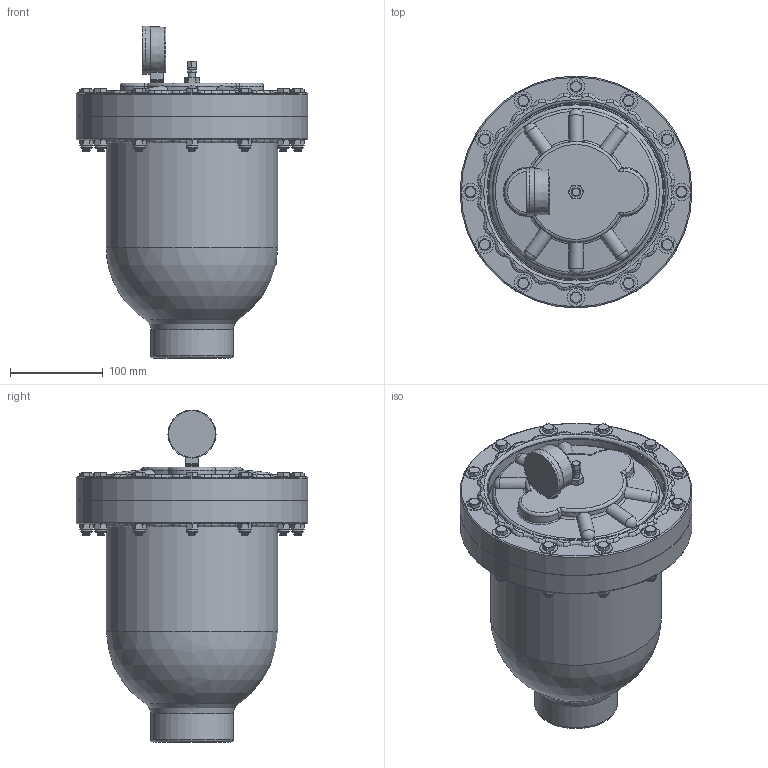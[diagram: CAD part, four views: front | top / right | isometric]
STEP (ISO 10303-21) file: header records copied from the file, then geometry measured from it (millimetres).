
FILE_DESCRIPTION((''),'2;1');
FILE_NAME('APIIIF-POLY_R0.ipt.stp','2017-07-10T09:54:46',(''),(''),'Autodesk Inventor 2009','Autodesk Inventor 2009','');
FILE_SCHEMA(('AUTOMOTIVE_DESIGN { 1 0 10303 214 1 1 1 1 }'));
Length unit declared in the file: inch
Products named in the file (1): APIIIF-POLY_R0
Bounding box: 250.19 x 250.19 x 358.18 mm (x, y, z)
Volume: 3638354.5 mm3; surface area: 454513.3 mm2
Topology: 4 solids, 4 shells, 1056 faces, 2715 edges, 1722 vertices
Faces by surface type: bspline 384, plane 322, torus 171, cylinder 90, cone 82, sphere 7
Full cylindrical faces by diameter (mm): 3.064 x1, 7.137 x1, 7.62 x1, 9.349 x1, 11.113 x2, 12.7 x12, 19.05 x12, 50.292 x1, 51.816 x1, 88.9 x1, 154.432 x2, 172.72 x1, 179.832 x1, 184.912 x1, 189.992 x2, 250.19 x2
Entity records: 49531 total; most frequent: CARTESIAN_POINT 26017, ORIENTED_EDGE 5058, DIRECTION 3881, EDGE_CURVE 2529, VERTEX_POINT 1686, AXIS2_PLACEMENT_3D 1597, EDGE_LOOP 1271, STYLED_ITEM 1060
